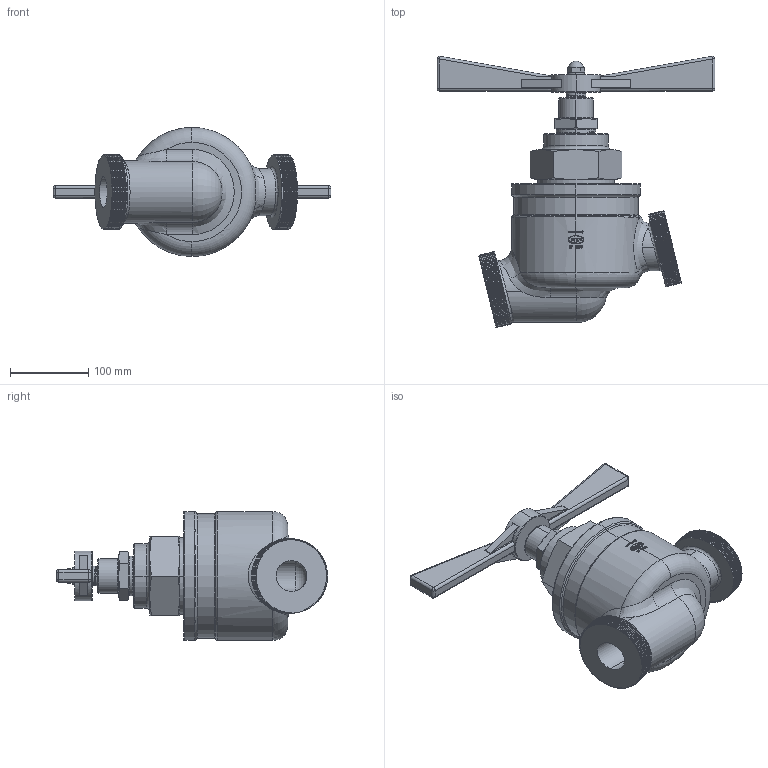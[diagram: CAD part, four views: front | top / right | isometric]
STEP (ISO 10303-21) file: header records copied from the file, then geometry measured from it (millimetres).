
FILE_DESCRIPTION (( 'STEP AP214' ), '1' );
FILE_NAME ('380-8.STEP', '2018-01-26T18:58:36', ( '' ), ( '' ), 'SwSTEP 2.0', 'SolidWorks 2018', '' );
FILE_SCHEMA (( 'AUTOMOTIVE_DESIGN' ));
Length unit declared in the file: inch
Products named in the file (1): 380-8
Bounding box: 355.6 x 347.29 x 165.1 mm (x, y, z)
Volume: 3920176.7 mm3; surface area: 341224.1 mm2
Topology: 1 solids, 1 shells, 635 faces, 1927 edges, 1229 vertices
Faces by surface type: cylinder 279, bspline 124, plane 121, cone 54, torus 47, sphere 10
Entity records: 79575 total; most frequent: CARTESIAN_POINT 60152, ORIENTED_EDGE 3822, DIRECTION 2188, EDGE_CURVE 1911, VERTEX_POINT 1225, AXIS2_PLACEMENT_3D 867, EDGE_LOOP 672, ADVANCED_FACE 635
